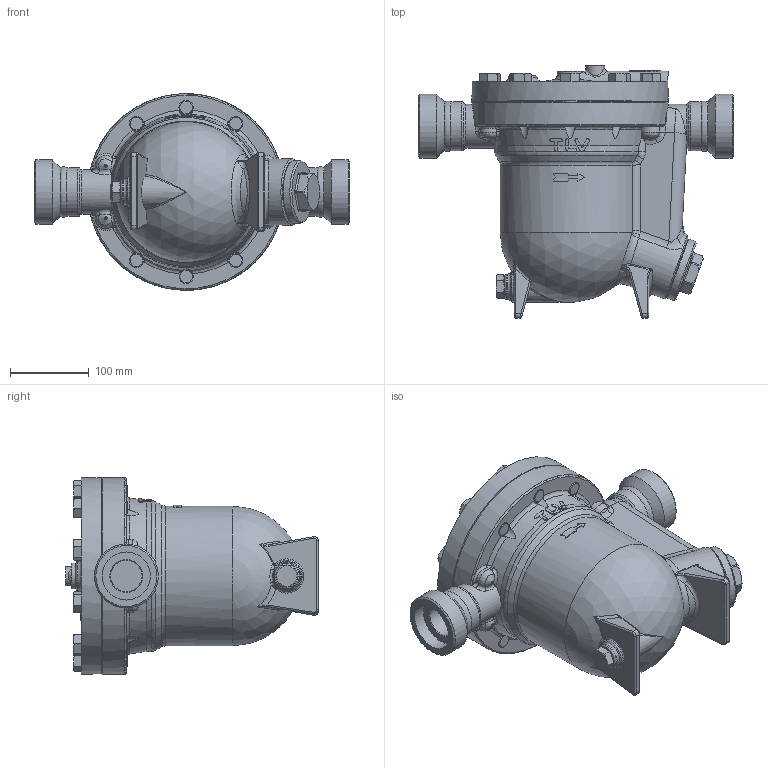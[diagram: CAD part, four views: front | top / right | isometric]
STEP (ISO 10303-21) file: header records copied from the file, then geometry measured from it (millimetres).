
FILE_DESCRIPTION((''),'2;1');
FILE_NAME('ah72r-050-sw000-00.stp','2014-01-17T10:04:14',('nakaot'),(''),'Autodesk Inventor 2012','Autodesk Inventor 2012','');
FILE_SCHEMA(('AUTOMOTIVE_DESIGN { 1 0 10303 214 1 1 1 1 }'));
Length unit declared in the file: millimetre
Products named in the file (1): ah72r-050-sw000-00
Bounding box: 401 x 321 x 250 mm (x, y, z)
Volume: 9420141.5 mm3; surface area: 425942.8 mm2
Topology: 1 solids, 1 shells, 535 faces, 1307 edges, 804 vertices
Faces by surface type: plane 166, cylinder 122, bspline 112, cone 98, torus 35, sphere 2
Full cylindrical faces by diameter (mm): 16 x10, 18 x10, 21 x1, 22.2 x1, 24 x1, 32 x1, 40 x2, 49.5 x1, 56 x1, 61.1 x2, 62 x2, 80 x1, 81.5 x2, 196 x1, 250 x2
Entity records: 21903 total; most frequent: CARTESIAN_POINT 10865, ORIENTED_EDGE 2434, DIRECTION 1992, EDGE_CURVE 1217, AXIS2_PLACEMENT_3D 839, VERTEX_POINT 783, EDGE_LOOP 654, FACE_OUTER_BOUND 535
